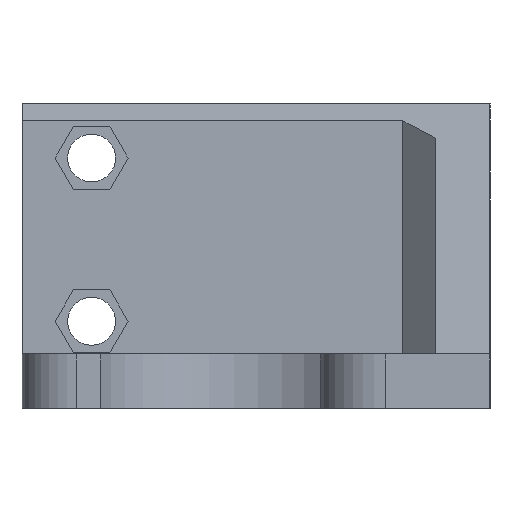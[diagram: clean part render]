
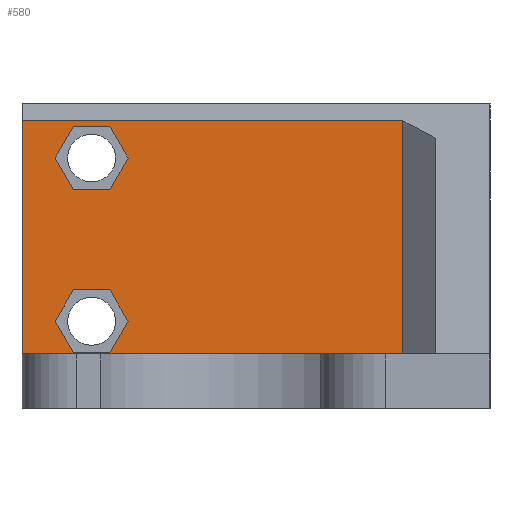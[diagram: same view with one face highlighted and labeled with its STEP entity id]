
A CAD part, left-side view. The second image highlights one B-rep face of the part: STEP entity #580.
In plain terms, the highlighted planar face has unit normal (-1, 0, 0).
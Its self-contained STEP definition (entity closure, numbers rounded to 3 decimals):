
#75 = EDGE_CURVE ( 'NONE', #630, #636, #3338, .T. ) ;
#77 = EDGE_CURVE ( 'NONE', #619, #630, #3384, .T. ) ;
#530 = ORIENTED_EDGE ( 'NONE', *, *, #614, .F. ) ;
#552 = ORIENTED_EDGE ( 'NONE', *, *, #633, .F. ) ;
#554 = ORIENTED_EDGE ( 'NONE', *, *, #555, .F. ) ;
#555 = EDGE_CURVE ( 'NONE', #584, #582, #2001, .T. ) ;
#560 = VERTEX_POINT ( 'NONE', #2007 ) ;
#561 = VERTEX_POINT ( 'NONE', #2010 ) ;
#562 = ORIENTED_EDGE ( 'NONE', *, *, #593, .F. ) ;
#565 = ORIENTED_EDGE ( 'NONE', *, *, #75, .F. ) ;
#568 = EDGE_CURVE ( 'NONE', #560, #570, #2008, .T. ) ;
#570 = VERTEX_POINT ( 'NONE', #1997 ) ;
#571 = EDGE_CURVE ( 'NONE', #579, #587, #2052, .T. ) ;
#574 = VERTEX_POINT ( 'NONE', #2012 ) ;
#577 = EDGE_CURVE ( 'NONE', #570, #561, #1995, .T. ) ;
#578 = ORIENTED_EDGE ( 'NONE', *, *, #583, .F. ) ;
#579 = VERTEX_POINT ( 'NONE', #2054 ) ;
#580 = ADVANCED_FACE ( 'NONE', ( #2039, #2037, #2047 ), #2040, .F. ) ;
#581 = ORIENTED_EDGE ( 'NONE', *, *, #607, .T. ) ;
#582 = VERTEX_POINT ( 'NONE', #2035 ) ;
#583 = EDGE_CURVE ( 'NONE', #586, #560, #2030, .T. ) ;
#584 = VERTEX_POINT ( 'NONE', #2026 ) ;
#585 = ORIENTED_EDGE ( 'NONE', *, *, #577, .F. ) ;
#586 = VERTEX_POINT ( 'NONE', #2032 ) ;
#587 = VERTEX_POINT ( 'NONE', #2022 ) ;
#588 = ORIENTED_EDGE ( 'NONE', *, *, #602, .T. ) ;
#591 = EDGE_LOOP ( 'NONE', ( #595, #581, #588, #530 ) ) ;
#592 = EDGE_LOOP ( 'NONE', ( #594, #578, #562, #554, #606, #585 ) ) ;
#593 = EDGE_CURVE ( 'NONE', #582, #586, #2082, .T. ) ;
#594 = ORIENTED_EDGE ( 'NONE', *, *, #568, .F. ) ;
#595 = ORIENTED_EDGE ( 'NONE', *, *, #571, .T. ) ;
#596 = EDGE_CURVE ( 'NONE', #561, #584, #2036, .T. ) ;
#601 = VERTEX_POINT ( 'NONE', #2068 ) ;
#602 = EDGE_CURVE ( 'NONE', #574, #601, #2114, .T. ) ;
#606 = ORIENTED_EDGE ( 'NONE', *, *, #596, .F. ) ;
#607 = EDGE_CURVE ( 'NONE', #587, #574, #2105, .T. ) ;
#610 = EDGE_LOOP ( 'NONE', ( #615, #623, #552, #639, #565, #629 ) ) ;
#614 = EDGE_CURVE ( 'NONE', #579, #601, #2095, .T. ) ;
#615 = ORIENTED_EDGE ( 'NONE', *, *, #620, .F. ) ;
#619 = VERTEX_POINT ( 'NONE', #2101 ) ;
#620 = EDGE_CURVE ( 'NONE', #622, #619, #2093, .T. ) ;
#621 = VERTEX_POINT ( 'NONE', #2094 ) ;
#622 = VERTEX_POINT ( 'NONE', #2145 ) ;
#623 = ORIENTED_EDGE ( 'NONE', *, *, #626, .F. ) ;
#625 = VERTEX_POINT ( 'NONE', #2096 ) ;
#626 = EDGE_CURVE ( 'NONE', #621, #622, #2138, .T. ) ;
#628 = EDGE_CURVE ( 'NONE', #636, #625, #2087, .T. ) ;
#629 = ORIENTED_EDGE ( 'NONE', *, *, #77, .F. ) ;
#630 = VERTEX_POINT ( 'NONE', #2129 ) ;
#633 = EDGE_CURVE ( 'NONE', #625, #621, #2125, .T. ) ;
#636 = VERTEX_POINT ( 'NONE', #2091 ) ;
#639 = ORIENTED_EDGE ( 'NONE', *, *, #628, .F. ) ;
#1995 = LINE ( 'NONE', #2048, #2042 ) ;
#1996 = VECTOR ( 'NONE', #1999, 1000. ) ;
#1997 = CARTESIAN_POINT ( 'NONE',  ( -14.5, 14.674, 5.1 ) ) ;
#1998 = DIRECTION ( 'NONE',  ( 0., 0.5, 0.866 ) ) ;
#1999 = DIRECTION ( 'NONE',  ( 0., -0.5, -0.866 ) ) ;
#2000 = CARTESIAN_POINT ( 'NONE',  ( -14.5, -19.9, -54.785 ) ) ;
#2001 = LINE ( 'NONE', #2021, #2011 ) ;
#2007 = CARTESIAN_POINT ( 'NONE',  ( -14.5, 16.349, 8. ) ) ;
#2008 = LINE ( 'NONE', #2000, #1996 ) ;
#2010 = CARTESIAN_POINT ( 'NONE',  ( -14.5, 11.326, 5.1 ) ) ;
#2011 = VECTOR ( 'NONE', #1998, 1000. ) ;
#2012 = CARTESIAN_POINT ( 'NONE',  ( -14.5, -15.6, 26.414 ) ) ;
#2021 = CARTESIAN_POINT ( 'NONE',  ( -14.5, -24.923, -51.885 ) ) ;
#2022 = CARTESIAN_POINT ( 'NONE',  ( -14.5, -15.6, 5. ) ) ;
#2023 = DIRECTION ( 'NONE',  ( 0., 0.5, -0.866 ) ) ;
#2024 = VECTOR ( 'NONE', #2023, 1000. ) ;
#2025 = CARTESIAN_POINT ( 'NONE',  ( -14.5, 35.123, -24.519 ) ) ;
#2026 = CARTESIAN_POINT ( 'NONE',  ( -14.5, 9.651, 8. ) ) ;
#2028 = DIRECTION ( 'NONE',  ( 0., 0., -1. ) ) ;
#2029 = DIRECTION ( 'NONE',  ( 1., 0., 0. ) ) ;
#2030 = LINE ( 'NONE', #2025, #2024 ) ;
#2032 = CARTESIAN_POINT ( 'NONE',  ( -14.5, 14.674, 10.9 ) ) ;
#2033 = DIRECTION ( 'NONE',  ( 0., -0.5, 0.866 ) ) ;
#2034 = CARTESIAN_POINT ( 'NONE',  ( -14.5, 30.1, -27.419 ) ) ;
#2035 = CARTESIAN_POINT ( 'NONE',  ( -14.5, 11.326, 10.9 ) ) ;
#2036 = LINE ( 'NONE', #2034, #2067 ) ;
#2037 = FACE_OUTER_BOUND ( 'NONE', #591, .T. ) ;
#2038 = AXIS2_PLACEMENT_3D ( 'NONE', #2043, #2029, #2028 ) ;
#2039 = FACE_BOUND ( 'NONE', #592, .T. ) ;
#2040 = PLANE ( 'NONE',  #2038 ) ;
#2041 = DIRECTION ( 'NONE',  ( 0., -1., 0. ) ) ;
#2042 = VECTOR ( 'NONE', #2041, 1000. ) ;
#2043 = CARTESIAN_POINT ( 'NONE',  ( -14.5, -18.6, -55.536 ) ) ;
#2047 = FACE_BOUND ( 'NONE', #610, .T. ) ;
#2048 = CARTESIAN_POINT ( 'NONE',  ( -14.5, -18.6, 5.1 ) ) ;
#2049 = DIRECTION ( 'NONE',  ( 0., -1., 0. ) ) ;
#2050 = VECTOR ( 'NONE', #2049, 1000. ) ;
#2051 = CARTESIAN_POINT ( 'NONE',  ( -14.5, -18.6, 5. ) ) ;
#2052 = LINE ( 'NONE', #2051, #2050 ) ;
#2054 = CARTESIAN_POINT ( 'NONE',  ( -14.5, 19.4, 5. ) ) ;
#2067 = VECTOR ( 'NONE', #2033, 1000. ) ;
#2068 = CARTESIAN_POINT ( 'NONE',  ( -14.5, 19.4, 26.414 ) ) ;
#2070 = DIRECTION ( 'NONE',  ( 0., 1., 0. ) ) ;
#2071 = VECTOR ( 'NONE', #2070, 1000. ) ;
#2072 = CARTESIAN_POINT ( 'NONE',  ( -14.5, -18.6, 10.9 ) ) ;
#2082 = LINE ( 'NONE', #2072, #2071 ) ;
#2086 = CARTESIAN_POINT ( 'NONE',  ( -14.5, -26.396, -51.035 ) ) ;
#2087 = LINE ( 'NONE', #2086, #2141 ) ;
#2088 = DIRECTION ( 'NONE',  ( 0., 0., 1. ) ) ;
#2089 = VECTOR ( 'NONE', #2088, 1000. ) ;
#2090 = CARTESIAN_POINT ( 'NONE',  ( -14.5, 19.4, -55.536 ) ) ;
#2091 = CARTESIAN_POINT ( 'NONE',  ( -14.5, 16.349, 23. ) ) ;
#2092 = CARTESIAN_POINT ( 'NONE',  ( -14.5, -31.419, -48.135 ) ) ;
#2093 = LINE ( 'NONE', #2092, #2144 ) ;
#2094 = CARTESIAN_POINT ( 'NONE',  ( -14.5, 11.326, 20.1 ) ) ;
#2095 = LINE ( 'NONE', #2090, #2089 ) ;
#2096 = CARTESIAN_POINT ( 'NONE',  ( -14.5, 14.674, 20.1 ) ) ;
#2101 = CARTESIAN_POINT ( 'NONE',  ( -14.5, 11.326, 25.9 ) ) ;
#2102 = DIRECTION ( 'NONE',  ( 0., 0., 1. ) ) ;
#2103 = VECTOR ( 'NONE', #2102, 1000. ) ;
#2104 = CARTESIAN_POINT ( 'NONE',  ( -14.5, -15.6, 26.414 ) ) ;
#2105 = LINE ( 'NONE', #2104, #2103 ) ;
#2110 = DIRECTION ( 'NONE',  ( 0., 1., 0. ) ) ;
#2111 = VECTOR ( 'NONE', #2110, 1000. ) ;
#2112 = CARTESIAN_POINT ( 'NONE',  ( -14.5, 0., 26.414 ) ) ;
#2114 = LINE ( 'NONE', #2112, #2111 ) ;
#2119 = DIRECTION ( 'NONE',  ( 0., -1., 0. ) ) ;
#2120 = VECTOR ( 'NONE', #2119, 1000. ) ;
#2121 = CARTESIAN_POINT ( 'NONE',  ( -14.5, -18.6, 20.1 ) ) ;
#2125 = LINE ( 'NONE', #2121, #2120 ) ;
#2129 = CARTESIAN_POINT ( 'NONE',  ( -14.5, 14.674, 25.9 ) ) ;
#2135 = DIRECTION ( 'NONE',  ( 0., -0.5, 0.866 ) ) ;
#2136 = VECTOR ( 'NONE', #2135, 1000. ) ;
#2137 = CARTESIAN_POINT ( 'NONE',  ( -14.5, 36.596, -23.669 ) ) ;
#2138 = LINE ( 'NONE', #2137, #2136 ) ;
#2140 = DIRECTION ( 'NONE',  ( 0., -0.5, -0.866 ) ) ;
#2141 = VECTOR ( 'NONE', #2140, 1000. ) ;
#2143 = DIRECTION ( 'NONE',  ( 0., 0.5, 0.866 ) ) ;
#2144 = VECTOR ( 'NONE', #2143, 1000. ) ;
#2145 = CARTESIAN_POINT ( 'NONE',  ( -14.5, 9.651, 23. ) ) ;
#3338 = LINE ( 'NONE', #3351, #3353 ) ;
#3351 = CARTESIAN_POINT ( 'NONE',  ( -14.5, 41.619, -20.769 ) ) ;
#3352 = DIRECTION ( 'NONE',  ( 0., 0.5, -0.866 ) ) ;
#3353 = VECTOR ( 'NONE', #3352, 1000. ) ;
#3373 = VECTOR ( 'NONE', #3381, 1000. ) ;
#3374 = CARTESIAN_POINT ( 'NONE',  ( -14.5, -18.6, 25.9 ) ) ;
#3381 = DIRECTION ( 'NONE',  ( 0., 1., 0. ) ) ;
#3384 = LINE ( 'NONE', #3374, #3373 ) ;
